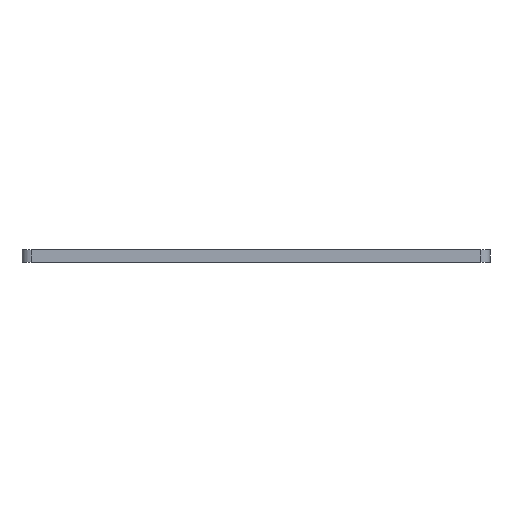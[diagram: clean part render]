
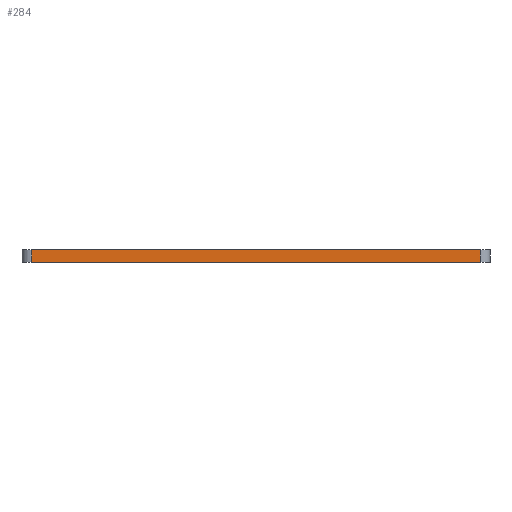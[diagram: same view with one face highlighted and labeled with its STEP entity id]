
A CAD part, left-side view. The second image highlights one B-rep face of the part: STEP entity #284.
In plain terms, the highlighted planar face has unit normal (-1, 0, 0).
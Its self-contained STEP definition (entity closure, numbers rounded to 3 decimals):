
#7 = ORIENTED_EDGE ( 'NONE', *, *, #235, .T. ) ;
#21 = LINE ( 'NONE', #516, #375 ) ;
#31 = CARTESIAN_POINT ( 'NONE',  ( -23., 20., 0. ) ) ;
#56 = CARTESIAN_POINT ( 'NONE',  ( -23., -23., 4. ) ) ;
#71 = CARTESIAN_POINT ( 'NONE',  ( -23., -120., 4. ) ) ;
#128 = VECTOR ( 'NONE', #323, 1000. ) ;
#140 = CARTESIAN_POINT ( 'NONE',  ( -23., -120., 4. ) ) ;
#160 = EDGE_CURVE ( 'NONE', #757, #703, #701, .T. ) ;
#184 = EDGE_CURVE ( 'NONE', #295, #757, #21, .T. ) ;
#191 = VECTOR ( 'NONE', #765, 1000. ) ;
#203 = LINE ( 'NONE', #746, #379 ) ;
#231 = VERTEX_POINT ( 'NONE', #140 ) ;
#235 = EDGE_CURVE ( 'NONE', #703, #231, #385, .T. ) ;
#239 = DIRECTION ( 'NONE',  ( 1., 0., 0. ) ) ;
#271 = DIRECTION ( 'NONE',  ( 0., 0., -1. ) ) ;
#284 = ADVANCED_FACE ( 'NONE', ( #810 ), #445, .F. ) ;
#295 = VERTEX_POINT ( 'NONE', #806 ) ;
#323 = DIRECTION ( 'NONE',  ( 0., 0., 1. ) ) ;
#375 = VECTOR ( 'NONE', #271, 1000. ) ;
#379 = VECTOR ( 'NONE', #761, 1000. ) ;
#385 = LINE ( 'NONE', #71, #128 ) ;
#445 = PLANE ( 'NONE',  #684 ) ;
#490 = ORIENTED_EDGE ( 'NONE', *, *, #614, .F. ) ;
#510 = CARTESIAN_POINT ( 'NONE',  ( -23., -23., 0. ) ) ;
#516 = CARTESIAN_POINT ( 'NONE',  ( -23., 20., 4. ) ) ;
#527 = CARTESIAN_POINT ( 'NONE',  ( -23., -120., 0. ) ) ;
#614 = EDGE_CURVE ( 'NONE', #295, #231, #203, .T. ) ;
#664 = ORIENTED_EDGE ( 'NONE', *, *, #184, .T. ) ;
#670 = ORIENTED_EDGE ( 'NONE', *, *, #160, .T. ) ;
#684 = AXIS2_PLACEMENT_3D ( 'NONE', #56, #239, #743 ) ;
#701 = LINE ( 'NONE', #510, #191 ) ;
#703 = VERTEX_POINT ( 'NONE', #527 ) ;
#724 = EDGE_LOOP ( 'NONE', ( #490, #664, #670, #7 ) ) ;
#743 = DIRECTION ( 'NONE',  ( 0., 1., 0. ) ) ;
#746 = CARTESIAN_POINT ( 'NONE',  ( -23., 23., 4. ) ) ;
#757 = VERTEX_POINT ( 'NONE', #31 ) ;
#761 = DIRECTION ( 'NONE',  ( 0., -1., 0. ) ) ;
#765 = DIRECTION ( 'NONE',  ( 0., -1., 0. ) ) ;
#806 = CARTESIAN_POINT ( 'NONE',  ( -23., 20., 4. ) ) ;
#810 = FACE_OUTER_BOUND ( 'NONE', #724, .T. ) ;
